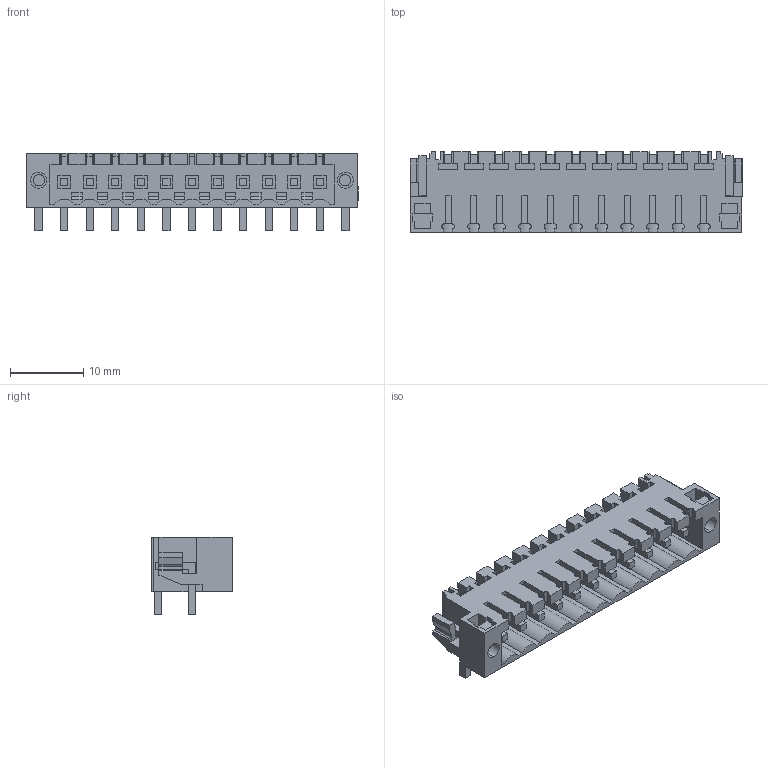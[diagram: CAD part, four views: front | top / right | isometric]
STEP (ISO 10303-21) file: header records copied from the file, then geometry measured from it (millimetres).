
FILE_DESCRIPTION(('CATIA V5 STEP Exchange','CAx-IF Rec.Pracs.--- Model Styling and Organization---1.2---2011-12-15'),'2;1');
FILE_NAME ('D1457211_0_1841950000_1841950000.stp','2018-03-14T12:52:55+00:00',('none'),('Weidmueller'),'CATIA Version 5-6 Release 2014','CATIA V5 STEP AP214','none');
FILE_SCHEMA(('AUTOMOTIVE_DESIGN { 1 0 10303 214 1 1 1 1 }'));
Length unit declared in the file: millimetre
Products named in the file (1): 1841950000
Bounding box: 45.45 x 11.05 x 10.65 mm (x, y, z)
Volume: 1653.3 mm3; surface area: 4387.6 mm2
Topology: 14 solids, 14 shells, 875 faces, 2636 edges, 1812 vertices
Faces by surface type: plane 808, cylinder 67
Entity records: 28362 total; most frequent: ORIENTED_EDGE 5272, CARTESIAN_POINT 5009, DIRECTION 3710, EDGE_CURVE 2636, VECTOR 2502, LINE 2502, VERTEX_POINT 1812, EDGE_LOOP 928
